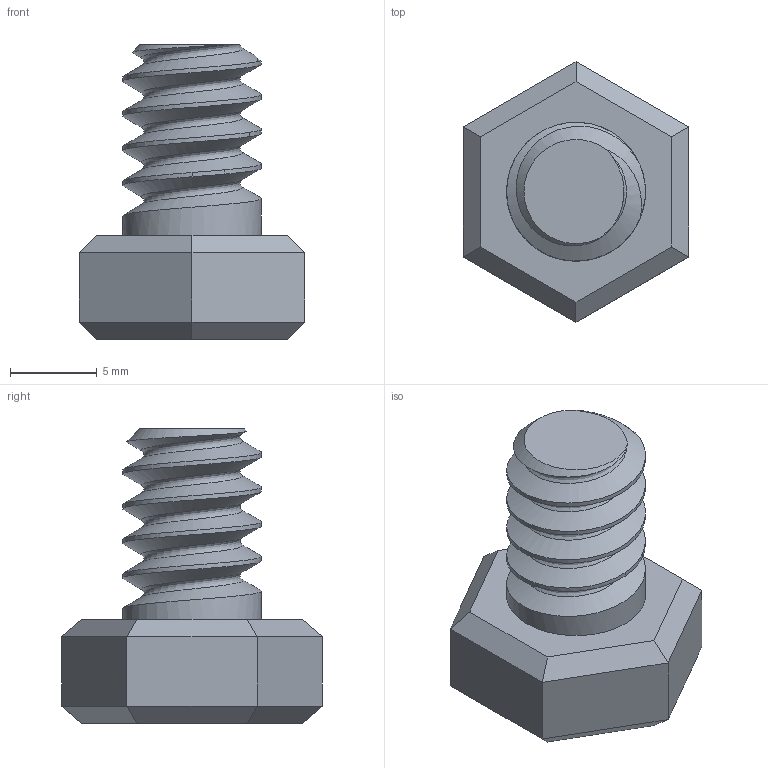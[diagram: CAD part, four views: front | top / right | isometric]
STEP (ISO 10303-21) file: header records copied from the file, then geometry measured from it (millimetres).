
FILE_DESCRIPTION(('STEP AP242'), '1');
FILE_NAME('Äåòàëü Áîëò ì8', '', ('UNSPECIFIED'), ('UNSPECIFIED'), 'C3D Converter', 'C3D Toolkit', '');
FILE_SCHEMA(('AP242_MANAGED_MODEL_BASED_3D_ENGINEERING_MIM_LF { 1 0 10303 442 1 1 4 }'));
Length unit declared in the file: millimetre
Bounding box: 13 x 15.01 x 17 mm (x, y, z)
Volume: 1244 mm3; surface area: 864.4 mm2
Topology: 2 solids, 2 shells, 35 faces, 82 edges, 56 vertices
Faces by surface type: plane 24, cylinder 7, bspline 3, cone 1
Full cylindrical faces by diameter (mm): 0.02 x1, 0.04 x1, 8 x1
Entity records: 5623 total; most frequent: CARTESIAN_POINT 4849, ORIENTED_EDGE 144, DIRECTION 128, EDGE_CURVE 72, LINE 48, VECTOR 48, VERTEX_POINT 46, AXIS2_PLACEMENT_3D 40
